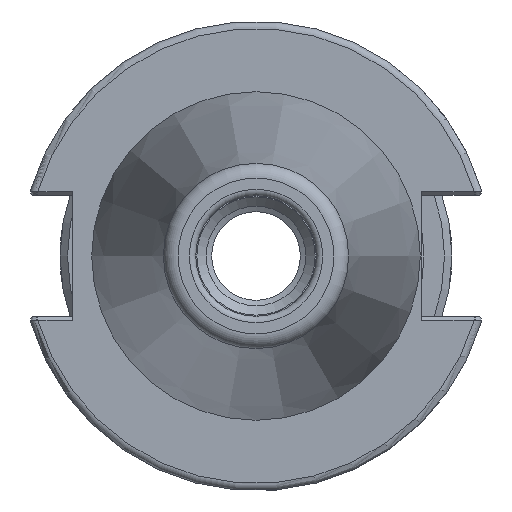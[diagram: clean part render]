
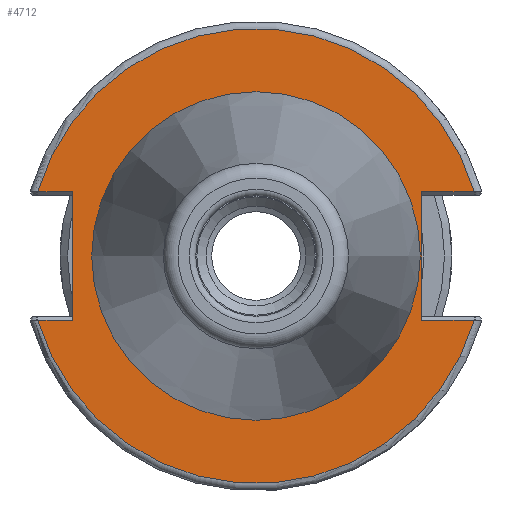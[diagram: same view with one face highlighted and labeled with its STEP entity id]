
A CAD part, left-side view. The second image highlights one B-rep face of the part: STEP entity #4712.
In plain terms, the highlighted planar face has unit normal (-1, 0, 0).
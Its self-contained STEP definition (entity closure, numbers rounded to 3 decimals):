
#48=FACE_BOUND('',#725,.T.);
#263=PLANE('',#5122);
#464=FACE_OUTER_BOUND('',#724,.T.);
#724=EDGE_LOOP('',(#3822,#3823,#3824,#3825,#3826,#3827,#3828,#3829));
#725=EDGE_LOOP('',(#3830,#3831));
#1076=LINE('',#7679,#1437);
#1078=LINE('',#7747,#1439);
#1079=LINE('',#7749,#1440);
#1080=LINE('',#7753,#1441);
#1081=LINE('',#7755,#1442);
#1082=LINE('',#7756,#1443);
#1437=VECTOR('',#6081,10.);
#1439=VECTOR('',#6099,10.);
#1440=VECTOR('',#6100,10.);
#1441=VECTOR('',#6103,10.);
#1442=VECTOR('',#6104,10.);
#1443=VECTOR('',#6105,10.);
#1717=CIRCLE('',#5121,30.775);
#1718=CIRCLE('',#5123,30.775);
#1719=CIRCLE('',#5124,22.225);
#1720=CIRCLE('',#5125,22.225);
#2090=VERTEX_POINT('',#7672);
#2093=VERTEX_POINT('',#7677);
#2099=VERTEX_POINT('',#7725);
#2101=VERTEX_POINT('',#7746);
#2102=VERTEX_POINT('',#7748);
#2103=VERTEX_POINT('',#7750);
#2104=VERTEX_POINT('',#7752);
#2105=VERTEX_POINT('',#7754);
#2106=VERTEX_POINT('',#7757);
#2107=VERTEX_POINT('',#7758);
#2706=EDGE_CURVE('',#2093,#2090,#1076,.T.);
#2716=EDGE_CURVE('',#2090,#2099,#1717,.T.);
#2719=EDGE_CURVE('',#2093,#2101,#1078,.T.);
#2720=EDGE_CURVE('',#2102,#2101,#1079,.T.);
#2721=EDGE_CURVE('',#2103,#2102,#1718,.T.);
#2722=EDGE_CURVE('',#2104,#2103,#1080,.T.);
#2723=EDGE_CURVE('',#2104,#2105,#1081,.T.);
#2724=EDGE_CURVE('',#2099,#2105,#1082,.T.);
#2725=EDGE_CURVE('',#2106,#2107,#1719,.T.);
#2726=EDGE_CURVE('',#2107,#2106,#1720,.T.);
#3822=ORIENTED_EDGE('',*,*,#2706,.F.);
#3823=ORIENTED_EDGE('',*,*,#2719,.T.);
#3824=ORIENTED_EDGE('',*,*,#2720,.F.);
#3825=ORIENTED_EDGE('',*,*,#2721,.F.);
#3826=ORIENTED_EDGE('',*,*,#2722,.F.);
#3827=ORIENTED_EDGE('',*,*,#2723,.T.);
#3828=ORIENTED_EDGE('',*,*,#2724,.F.);
#3829=ORIENTED_EDGE('',*,*,#2716,.F.);
#3830=ORIENTED_EDGE('',*,*,#2725,.T.);
#3831=ORIENTED_EDGE('',*,*,#2726,.T.);
#4712=ADVANCED_FACE('',(#464,#48),#263,.T.);
#5121=AXIS2_PLACEMENT_3D('',#7726,#6095,#6096);
#5122=AXIS2_PLACEMENT_3D('',#7745,#6097,#6098);
#5123=AXIS2_PLACEMENT_3D('',#7751,#6101,#6102);
#5124=AXIS2_PLACEMENT_3D('',#7759,#6106,#6107);
#5125=AXIS2_PLACEMENT_3D('',#7760,#6108,#6109);
#6081=DIRECTION('',(0.,-1.,0.));
#6095=DIRECTION('center_axis',(1.,0.,0.));
#6096=DIRECTION('ref_axis',(0.,0.,-1.));
#6097=DIRECTION('center_axis',(-1.,0.,0.));
#6098=DIRECTION('ref_axis',(0.,0.,1.));
#6099=DIRECTION('',(0.,0.,1.));
#6100=DIRECTION('',(0.,1.,0.));
#6101=DIRECTION('center_axis',(1.,0.,0.));
#6102=DIRECTION('ref_axis',(0.,0.,-1.));
#6103=DIRECTION('',(0.,1.,0.));
#6104=DIRECTION('',(0.,0.,-1.));
#6105=DIRECTION('',(0.,-1.,0.));
#6106=DIRECTION('center_axis',(1.,0.,0.));
#6107=DIRECTION('ref_axis',(0.,0.,-1.));
#6108=DIRECTION('center_axis',(1.,0.,0.));
#6109=DIRECTION('ref_axis',(0.,0.,-1.));
#7672=CARTESIAN_POINT('',(3.175,-29.523,-8.69));
#7677=CARTESIAN_POINT('',(3.175,-22.41,-8.69));
#7679=CARTESIAN_POINT('',(3.175,-4.878,-8.69));
#7725=CARTESIAN_POINT('',(3.175,29.523,-8.69));
#7726=CARTESIAN_POINT('Origin',(3.175,0.,
0.));
#7745=CARTESIAN_POINT('Origin',(3.175,30.775,0.));
#7746=CARTESIAN_POINT('',(3.175,-22.41,8.69));
#7747=CARTESIAN_POINT('',(3.175,-22.41,-4.095));
#7748=CARTESIAN_POINT('',(3.175,-29.523,8.69));
#7749=CARTESIAN_POINT('',(3.175,4.182,8.69));
#7750=CARTESIAN_POINT('',(3.175,29.523,8.69));
#7751=CARTESIAN_POINT('Origin',(3.175,0.,
0.));
#7752=CARTESIAN_POINT('',(3.175,24.8,8.69));
#7753=CARTESIAN_POINT('',(3.175,32.958,8.69));
#7754=CARTESIAN_POINT('',(3.175,24.8,-8.69));
#7755=CARTESIAN_POINT('',(3.175,24.8,4.095));
#7756=CARTESIAN_POINT('',(3.175,27.788,-8.69));
#7757=CARTESIAN_POINT('',(3.175,22.225,0.));
#7758=CARTESIAN_POINT('',(3.175,-22.225,0.));
#7759=CARTESIAN_POINT('Origin',(3.175,0.,
0.));
#7760=CARTESIAN_POINT('Origin',(3.175,0.,
0.));
